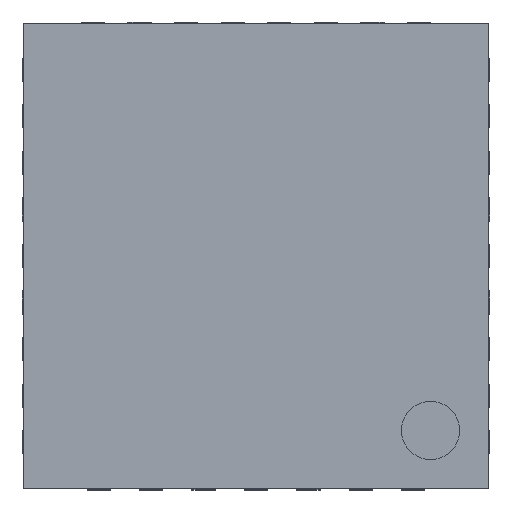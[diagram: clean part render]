
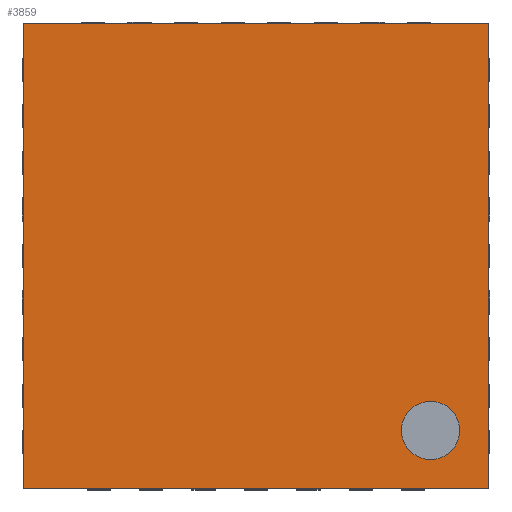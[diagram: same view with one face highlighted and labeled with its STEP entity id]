
A CAD part, top view. The second image highlights one B-rep face of the part: STEP entity #3859.
In plain terms, the highlighted planar face has unit normal (0, 0, 1).
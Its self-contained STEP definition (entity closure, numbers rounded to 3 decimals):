
#90 = CIRCLE ( 'NONE', #4301, 0.25 ) ;
#443 = CARTESIAN_POINT ( 'NONE',  ( 0., 1.157, 0.9 ) ) ;
#480 = EDGE_CURVE ( 'NONE', #7784, #4579, #623, .T. ) ;
#510 = LINE ( 'NONE', #3022, #2232 ) ;
#623 = CIRCLE ( 'NONE', #5742, 0.25 ) ;
#651 = EDGE_CURVE ( 'NONE', #7665, #4521, #4343, .T. ) ;
#699 = VECTOR ( 'NONE', #6682, 1000. ) ;
#826 = VECTOR ( 'NONE', #6742, 1000. ) ;
#1036 = FACE_BOUND ( 'NONE', #3326, .T. ) ;
#1089 = CARTESIAN_POINT ( 'NONE',  ( 2.112, -2.343, 0.9 ) ) ;
#2232 = VECTOR ( 'NONE', #7915, 1000. ) ;
#2276 = EDGE_CURVE ( 'NONE', #4579, #7784, #90, .T. ) ;
#2304 = VERTEX_POINT ( 'NONE', #4995 ) ;
#2656 = ORIENTED_EDGE ( 'NONE', *, *, #480, .T. ) ;
#2749 = DIRECTION ( 'NONE',  ( 1., 0., 0. ) ) ;
#2867 = CARTESIAN_POINT ( 'NONE',  ( 0., 0., 0.9 ) ) ;
#3017 = AXIS2_PLACEMENT_3D ( 'NONE', #2867, #5882, #2749 ) ;
#3022 = CARTESIAN_POINT ( 'NONE',  ( -1.638, 0., 0.9 ) ) ;
#3101 = CARTESIAN_POINT ( 'NONE',  ( 1.862, -2.343, 0.9 ) ) ;
#3294 = CARTESIAN_POINT ( 'NONE',  ( 1.612, -2.343, 0.9 ) ) ;
#3326 = EDGE_LOOP ( 'NONE', ( #6448, #2656 ) ) ;
#3488 = PLANE ( 'NONE',  #3017 ) ;
#3495 = CARTESIAN_POINT ( 'NONE',  ( 2.362, -2.843, 0.9 ) ) ;
#3859 = ADVANCED_FACE ( 'NONE', ( #7244, #1036 ), #3488, .T. ) ;
#3877 = CARTESIAN_POINT ( 'NONE',  ( 2.362, 1.157, 0.9 ) ) ;
#4301 = AXIS2_PLACEMENT_3D ( 'NONE', #3101, #4332, #6172 ) ;
#4332 = DIRECTION ( 'NONE',  ( 0., 0., -1. ) ) ;
#4343 = LINE ( 'NONE', #6108, #4423 ) ;
#4423 = VECTOR ( 'NONE', #6803, 1000. ) ;
#4455 = EDGE_CURVE ( 'NONE', #2304, #7665, #510, .T. ) ;
#4521 = VERTEX_POINT ( 'NONE', #3495 ) ;
#4579 = VERTEX_POINT ( 'NONE', #1089 ) ;
#4899 = LINE ( 'NONE', #443, #699 ) ;
#4995 = CARTESIAN_POINT ( 'NONE',  ( -1.638, 1.157, 0.9 ) ) ;
#5201 = ORIENTED_EDGE ( 'NONE', *, *, #6876, .T. ) ;
#5343 = EDGE_LOOP ( 'NONE', ( #5201, #6092, #7901, #7927 ) ) ;
#5524 = CARTESIAN_POINT ( 'NONE',  ( 1.862, -2.343, 0.9 ) ) ;
#5529 = CARTESIAN_POINT ( 'NONE',  ( 2.362, 0., 0.9 ) ) ;
#5742 = AXIS2_PLACEMENT_3D ( 'NONE', #5524, #8037, #7949 ) ;
#5882 = DIRECTION ( 'NONE',  ( 0., 0., 1. ) ) ;
#6092 = ORIENTED_EDGE ( 'NONE', *, *, #7070, .T. ) ;
#6108 = CARTESIAN_POINT ( 'NONE',  ( 0., -2.843, 0.9 ) ) ;
#6172 = DIRECTION ( 'NONE',  ( 1., 0., 0. ) ) ;
#6433 = VERTEX_POINT ( 'NONE', #3877 ) ;
#6448 = ORIENTED_EDGE ( 'NONE', *, *, #2276, .T. ) ;
#6682 = DIRECTION ( 'NONE',  ( -1., 0., 0. ) ) ;
#6697 = LINE ( 'NONE', #5529, #826 ) ;
#6742 = DIRECTION ( 'NONE',  ( 0., 1., 0. ) ) ;
#6803 = DIRECTION ( 'NONE',  ( 1., 0., 0. ) ) ;
#6876 = EDGE_CURVE ( 'NONE', #4521, #6433, #6697, .T. ) ;
#7070 = EDGE_CURVE ( 'NONE', #6433, #2304, #4899, .T. ) ;
#7244 = FACE_OUTER_BOUND ( 'NONE', #5343, .T. ) ;
#7263 = CARTESIAN_POINT ( 'NONE',  ( -1.638, -2.843, 0.9 ) ) ;
#7665 = VERTEX_POINT ( 'NONE', #7263 ) ;
#7784 = VERTEX_POINT ( 'NONE', #3294 ) ;
#7901 = ORIENTED_EDGE ( 'NONE', *, *, #4455, .T. ) ;
#7915 = DIRECTION ( 'NONE',  ( 0., -1., 0. ) ) ;
#7927 = ORIENTED_EDGE ( 'NONE', *, *, #651, .T. ) ;
#7949 = DIRECTION ( 'NONE',  ( 1., 0., 0. ) ) ;
#8037 = DIRECTION ( 'NONE',  ( 0., 0., -1. ) ) ;
